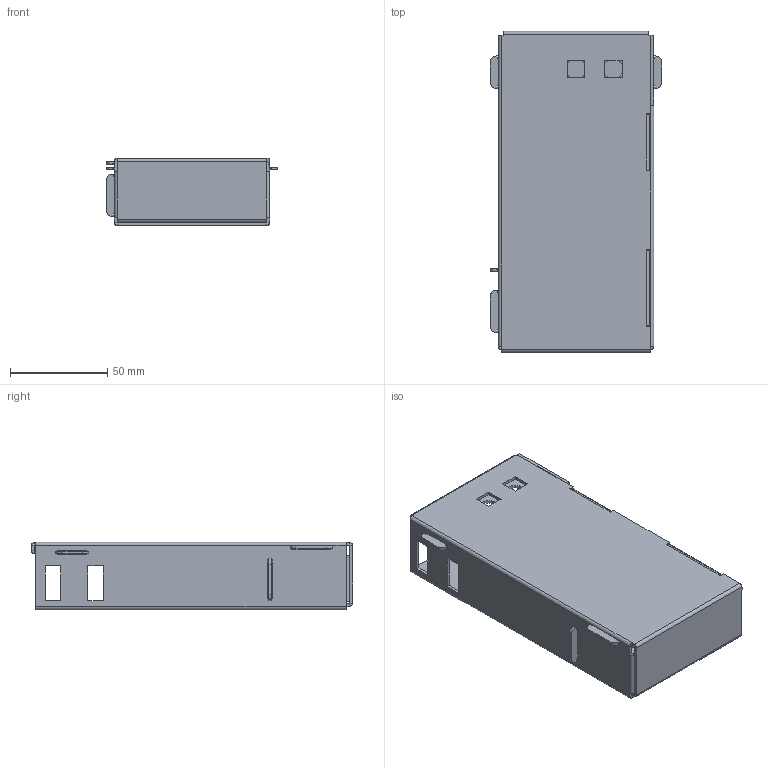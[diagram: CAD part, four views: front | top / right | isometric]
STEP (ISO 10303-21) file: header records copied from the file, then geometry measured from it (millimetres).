
FILE_DESCRIPTION(/* description */ (''),/* implementation_level */ '2;1');
FILE_NAME(/* name */ 'f141b834-64e4-4595-a21f-48fde6f14a73.stp',/* time_stamp */ '2018-04-10T17:17:57+08:00',/* author */ (''),/* organization */ (''),/* preprocessor_version */ 'ST-DEVELOPER v16.13',/* originating_system */ 'Autodesk Translation Framework v6.5.0.72',/* authorisation */ '');
FILE_SCHEMA (('AUTOMOTIVE_DESIGN { 1 0 10303 214 3 1 1 }'));
Length unit declared in the file: millimetre
Products named in the file (1): Mykroscope Final
Bounding box: 88 x 165.2 x 34.7 mm (x, y, z)
Volume: 73790.1 mm3; surface area: 101668.7 mm2
Topology: 1 solids, 1 shells, 265 faces, 684 edges, 417 vertices
Faces by surface type: plane 223, cylinder 42
Full cylindrical faces by diameter (mm): 10 x2
Entity records: 7931 total; most frequent: ORIENTED_EDGE 1368, CARTESIAN_POINT 1367, DIRECTION 1301, EDGE_CURVE 684, LINE 599, VECTOR 599, VERTEX_POINT 417, AXIS2_PLACEMENT_3D 351
